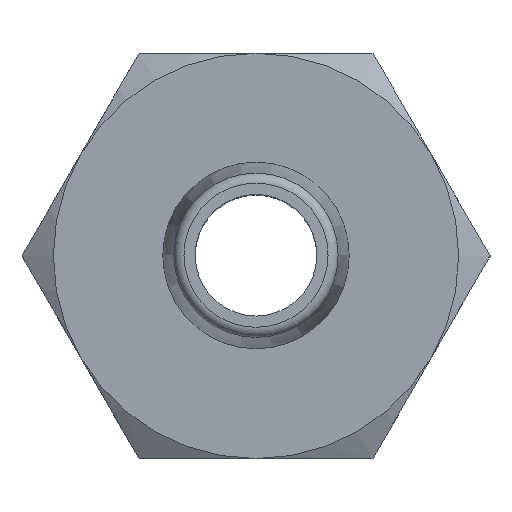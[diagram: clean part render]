
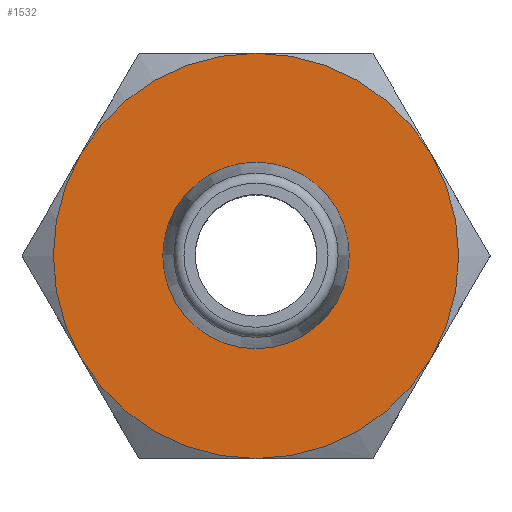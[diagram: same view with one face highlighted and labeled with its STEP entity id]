
A CAD part, top view. The second image highlights one B-rep face of the part: STEP entity #1532.
In plain terms, the highlighted face is planar.
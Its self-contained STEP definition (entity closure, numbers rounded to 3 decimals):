
#697=PLANE('',#1449);
#733=ORIENTED_EDGE('',*,*,#918,.F.);
#734=ORIENTED_EDGE('',*,*,#919,.F.);
#735=ORIENTED_EDGE('',*,*,#920,.F.);
#736=ORIENTED_EDGE('',*,*,#921,.F.);
#737=ORIENTED_EDGE('',*,*,#922,.F.);
#738=ORIENTED_EDGE('',*,*,#923,.F.);
#739=ORIENTED_EDGE('',*,*,#917,.F.);
#843=CIRCLE('',#1448,4.);
#844=CIRCLE('',#1450,10.);
#845=CIRCLE('',#1451,10.);
#846=CIRCLE('',#1452,10.);
#847=CIRCLE('',#1453,10.);
#848=CIRCLE('',#1454,10.);
#849=CIRCLE('',#1455,10.);
#874=VERTEX_POINT('',#1320);
#875=VERTEX_POINT('',#1323);
#876=VERTEX_POINT('',#1324);
#877=VERTEX_POINT('',#1326);
#878=VERTEX_POINT('',#1328);
#879=VERTEX_POINT('',#1330);
#880=VERTEX_POINT('',#1332);
#917=EDGE_CURVE('',#874,#874,#843,.T.);
#918=EDGE_CURVE('',#875,#876,#844,.T.);
#919=EDGE_CURVE('',#877,#875,#845,.T.);
#920=EDGE_CURVE('',#878,#877,#846,.T.);
#921=EDGE_CURVE('',#879,#878,#847,.T.);
#922=EDGE_CURVE('',#880,#879,#848,.T.);
#923=EDGE_CURVE('',#876,#880,#849,.T.);
#990=EDGE_LOOP('',(#733,#734,#735,#736,#737,#738));
#991=EDGE_LOOP('',(#739));
#1048=FACE_BOUND('',#990,.T.);
#1049=FACE_BOUND('',#991,.T.);
#1138=DIRECTION('',(0.,1.,0.));
#1139=DIRECTION('',(4.,0.,0.));
#1140=DIRECTION('',(0.,1.,0.));
#1141=DIRECTION('',(1.,0.,0.));
#1142=DIRECTION('',(0.,-1.,0.));
#1143=DIRECTION('',(0.,0.,10.));
#1144=DIRECTION('',(0.,-1.,0.));
#1145=DIRECTION('',(8.66,0.,5.));
#1146=DIRECTION('',(0.,-1.,0.));
#1147=DIRECTION('',(8.66,0.,-5.));
#1148=DIRECTION('',(0.,-1.,0.));
#1149=DIRECTION('',(0.,0.,-10.));
#1150=DIRECTION('',(0.,-1.,0.));
#1151=DIRECTION('',(-8.66,0.,-5.));
#1152=DIRECTION('',(0.,-1.,0.));
#1153=DIRECTION('',(-8.66,0.,5.));
#1320=CARTESIAN_POINT('',(33.587,40.439,0.));
#1321=CARTESIAN_POINT('',(29.587,40.439,0.));
#1322=CARTESIAN_POINT('',(29.587,40.439,10.));
#1323=CARTESIAN_POINT('',(29.587,40.439,10.));
#1324=CARTESIAN_POINT('',(20.926,40.439,5.));
#1325=CARTESIAN_POINT('',(29.587,40.439,0.));
#1326=CARTESIAN_POINT('',(38.247,40.439,5.));
#1327=CARTESIAN_POINT('',(29.587,40.439,0.));
#1328=CARTESIAN_POINT('',(38.247,40.439,-5.));
#1329=CARTESIAN_POINT('',(29.587,40.439,0.));
#1330=CARTESIAN_POINT('',(29.587,40.439,-10.));
#1331=CARTESIAN_POINT('',(29.587,40.439,0.));
#1332=CARTESIAN_POINT('',(20.926,40.439,-5.));
#1333=CARTESIAN_POINT('',(29.587,40.439,0.));
#1334=CARTESIAN_POINT('',(29.587,40.439,0.));
#1448=AXIS2_PLACEMENT_3D('',#1321,#1138,#1139);
#1449=AXIS2_PLACEMENT_3D('',#1322,#1140,#1141);
#1450=AXIS2_PLACEMENT_3D('',#1325,#1142,#1143);
#1451=AXIS2_PLACEMENT_3D('',#1327,#1144,#1145);
#1452=AXIS2_PLACEMENT_3D('',#1329,#1146,#1147);
#1453=AXIS2_PLACEMENT_3D('',#1331,#1148,#1149);
#1454=AXIS2_PLACEMENT_3D('',#1333,#1150,#1151);
#1455=AXIS2_PLACEMENT_3D('',#1334,#1152,#1153);
#1532=ADVANCED_FACE('',(#1048,#1049),#697,.T.);
